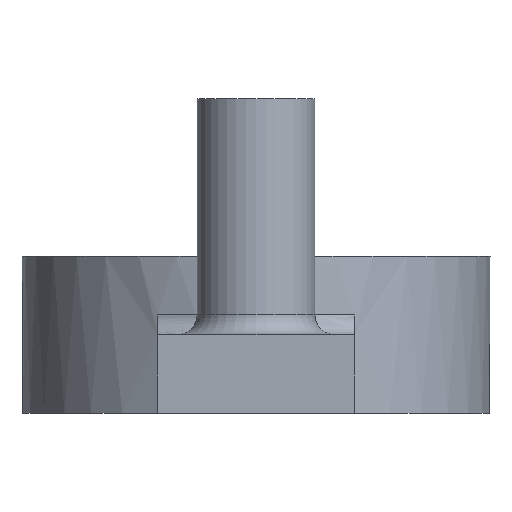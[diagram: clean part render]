
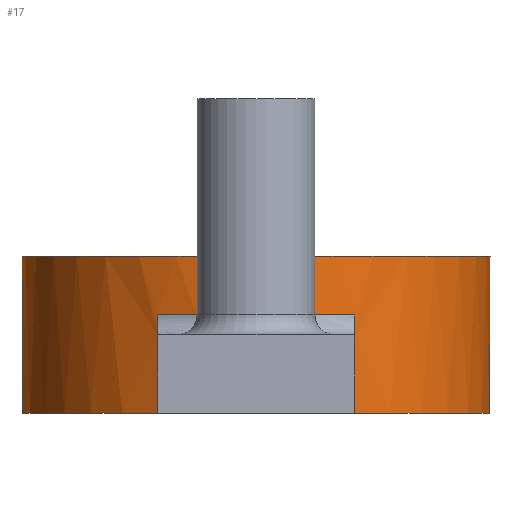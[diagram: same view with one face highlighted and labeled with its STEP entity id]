
A CAD part, left-side view. The second image highlights one B-rep face of the part: STEP entity #17.
In plain terms, the highlighted cylindrical face has radius 11.9 mm (diameter 23.8 mm), a full revolution.
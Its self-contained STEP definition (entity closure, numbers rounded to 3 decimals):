
#17 = ADVANCED_FACE('',(#18),#144,.T.);
#18 = FACE_BOUND('',#19,.F.);
#19 = EDGE_LOOP('',(#20,#29,#38,#46,#54,#63,#71,#79,#88,#96,#104,#113,
    #121,#129,#136,#137));
#20 = ORIENTED_EDGE('',*,*,#21,.F.);
#21 = EDGE_CURVE('',#22,#24,#26,.T.);
#22 = VERTEX_POINT('',#23);
#23 = CARTESIAN_POINT('',(120.662,53.812,
    38.529));
#24 = VERTEX_POINT('',#25);
#25 = CARTESIAN_POINT('',(120.662,53.812,
    41.529));
#26 = B_SPLINE_CURVE_WITH_KNOTS('',1,(#27,#28),.UNSPECIFIED.,.F.,.F.,(2,
    2),(-4.,0.),.PIECEWISE_BEZIER_KNOTS.);
#27 = CARTESIAN_POINT('',(120.662,53.812,
    37.529));
#28 = CARTESIAN_POINT('',(120.662,53.812,
    41.529));
#29 = ORIENTED_EDGE('',*,*,#30,.T.);
#30 = EDGE_CURVE('',#22,#31,#33,.T.);
#31 = VERTEX_POINT('',#32);
#32 = CARTESIAN_POINT('',(119.56,48.812,
    38.529));
#33 = CIRCLE('',#34,11.9);
#34 = AXIS2_PLACEMENT_3D('',#35,#36,#37);
#35 = CARTESIAN_POINT('',(108.762,53.812,
    38.529));
#36 = DIRECTION('',(0.,0.,-1.));
#37 = DIRECTION('',(1.,0.,0.));
#38 = ORIENTED_EDGE('',*,*,#39,.F.);
#39 = EDGE_CURVE('',#40,#31,#42,.T.);
#40 = VERTEX_POINT('',#41);
#41 = CARTESIAN_POINT('',(119.56,48.812,
    37.529));
#42 = LINE('',#43,#44);
#43 = CARTESIAN_POINT('',(119.56,48.812,
    41.529));
#44 = VECTOR('',#45,1.);
#45 = DIRECTION('',(0.,0.,1.));
#46 = ORIENTED_EDGE('',*,*,#47,.T.);
#47 = EDGE_CURVE('',#40,#48,#50,.T.);
#48 = VERTEX_POINT('',#49);
#49 = CARTESIAN_POINT('',(119.56,48.812,
    33.529));
#50 = LINE('',#51,#52);
#51 = CARTESIAN_POINT('',(119.56,48.812,
    37.529));
#52 = VECTOR('',#53,1.);
#53 = DIRECTION('',(0.,0.,-1.));
#54 = ORIENTED_EDGE('',*,*,#55,.T.);
#55 = EDGE_CURVE('',#48,#56,#58,.T.);
#56 = VERTEX_POINT('',#57);
#57 = CARTESIAN_POINT('',(97.963,48.812,
    33.529));
#58 = CIRCLE('',#59,11.9);
#59 = AXIS2_PLACEMENT_3D('',#60,#61,#62);
#60 = CARTESIAN_POINT('',(108.762,53.812,
    33.529));
#61 = DIRECTION('',(0.,0.,-1.));
#62 = DIRECTION('',(1.,0.,0.));
#63 = ORIENTED_EDGE('',*,*,#64,.F.);
#64 = EDGE_CURVE('',#65,#56,#67,.T.);
#65 = VERTEX_POINT('',#66);
#66 = CARTESIAN_POINT('',(97.963,48.812,
    37.529));
#67 = LINE('',#68,#69);
#68 = CARTESIAN_POINT('',(97.963,48.812,
    37.529));
#69 = VECTOR('',#70,1.);
#70 = DIRECTION('',(0.,0.,-1.));
#71 = ORIENTED_EDGE('',*,*,#72,.T.);
#72 = EDGE_CURVE('',#65,#73,#75,.T.);
#73 = VERTEX_POINT('',#74);
#74 = CARTESIAN_POINT('',(97.963,48.812,
    38.529));
#75 = LINE('',#76,#77);
#76 = CARTESIAN_POINT('',(97.963,48.812,
    41.529));
#77 = VECTOR('',#78,1.);
#78 = DIRECTION('',(0.,0.,1.));
#79 = ORIENTED_EDGE('',*,*,#80,.T.);
#80 = EDGE_CURVE('',#73,#81,#83,.T.);
#81 = VERTEX_POINT('',#82);
#82 = CARTESIAN_POINT('',(97.963,58.812,
    38.529));
#83 = CIRCLE('',#84,11.9);
#84 = AXIS2_PLACEMENT_3D('',#85,#86,#87);
#85 = CARTESIAN_POINT('',(108.762,53.812,
    38.529));
#86 = DIRECTION('',(-0.,0.,-1.));
#87 = DIRECTION('',(-0.907,-0.42,0.));
#88 = ORIENTED_EDGE('',*,*,#89,.F.);
#89 = EDGE_CURVE('',#90,#81,#92,.T.);
#90 = VERTEX_POINT('',#91);
#91 = CARTESIAN_POINT('',(97.963,58.812,
    37.529));
#92 = LINE('',#93,#94);
#93 = CARTESIAN_POINT('',(97.963,58.812,
    41.529));
#94 = VECTOR('',#95,1.);
#95 = DIRECTION('',(0.,0.,1.));
#96 = ORIENTED_EDGE('',*,*,#97,.T.);
#97 = EDGE_CURVE('',#90,#98,#100,.T.);
#98 = VERTEX_POINT('',#99);
#99 = CARTESIAN_POINT('',(97.963,58.812,
    33.529));
#100 = LINE('',#101,#102);
#101 = CARTESIAN_POINT('',(97.963,58.812,
    37.529));
#102 = VECTOR('',#103,1.);
#103 = DIRECTION('',(0.,0.,-1.));
#104 = ORIENTED_EDGE('',*,*,#105,.T.);
#105 = EDGE_CURVE('',#98,#106,#108,.T.);
#106 = VERTEX_POINT('',#107);
#107 = CARTESIAN_POINT('',(119.56,58.812,
    33.529));
#108 = CIRCLE('',#109,11.9);
#109 = AXIS2_PLACEMENT_3D('',#110,#111,#112);
#110 = CARTESIAN_POINT('',(108.762,53.812,
    33.529));
#111 = DIRECTION('',(0.,0.,-1.));
#112 = DIRECTION('',(1.,0.,0.));
#113 = ORIENTED_EDGE('',*,*,#114,.F.);
#114 = EDGE_CURVE('',#115,#106,#117,.T.);
#115 = VERTEX_POINT('',#116);
#116 = CARTESIAN_POINT('',(119.56,58.812,
    37.529));
#117 = LINE('',#118,#119);
#118 = CARTESIAN_POINT('',(119.56,58.812,
    37.529));
#119 = VECTOR('',#120,1.);
#120 = DIRECTION('',(0.,0.,-1.));
#121 = ORIENTED_EDGE('',*,*,#122,.T.);
#122 = EDGE_CURVE('',#115,#123,#125,.T.);
#123 = VERTEX_POINT('',#124);
#124 = CARTESIAN_POINT('',(119.56,58.812,
    38.529));
#125 = LINE('',#126,#127);
#126 = CARTESIAN_POINT('',(119.56,58.812,
    41.529));
#127 = VECTOR('',#128,1.);
#128 = DIRECTION('',(0.,0.,1.));
#129 = ORIENTED_EDGE('',*,*,#130,.T.);
#130 = EDGE_CURVE('',#123,#22,#131,.T.);
#131 = CIRCLE('',#132,11.9);
#132 = AXIS2_PLACEMENT_3D('',#133,#134,#135);
#133 = CARTESIAN_POINT('',(108.762,53.812,
    38.529));
#134 = DIRECTION('',(0.,0.,-1.));
#135 = DIRECTION('',(0.907,0.42,0.));
#136 = ORIENTED_EDGE('',*,*,#21,.T.);
#137 = ORIENTED_EDGE('',*,*,#138,.F.);
#138 = EDGE_CURVE('',#24,#24,#139,.T.);
#139 = CIRCLE('',#140,11.9);
#140 = AXIS2_PLACEMENT_3D('',#141,#142,#143);
#141 = CARTESIAN_POINT('',(108.762,53.812,
    41.529));
#142 = DIRECTION('',(0.,0.,-1.));
#143 = DIRECTION('',(1.,0.,0.));
#144 = CYLINDRICAL_SURFACE('',#145,11.9);
#145 = AXIS2_PLACEMENT_3D('',#146,#147,#148);
#146 = CARTESIAN_POINT('',(108.762,53.812,
    41.529));
#147 = DIRECTION('',(0.,0.,1.));
#148 = DIRECTION('',(1.,0.,0.));
